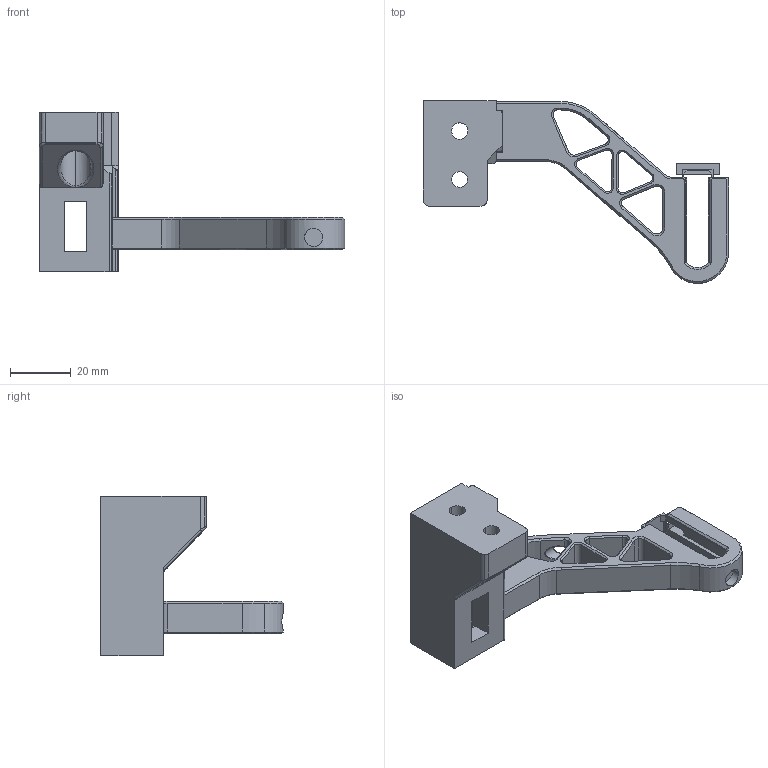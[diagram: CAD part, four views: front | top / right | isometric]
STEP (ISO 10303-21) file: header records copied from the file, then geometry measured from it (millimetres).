
FILE_DESCRIPTION(('STEP AP214'),'1');
FILE_NAME('VoronGantryMountRev_4.stp','2022-06-27T21:58:25',(' '),(' '),'Spatial InterOp 3D',' ',' ');
FILE_SCHEMA(('automotive_design'));
Length unit declared in the file: inch
Products named in the file (5): 1; 2; 3; 4; 5
Bounding box: 100.59 x 60.12 x 52.44 mm (x, y, z)
Volume: 36417.2 mm3; surface area: 18759.4 mm2
Topology: 5 solids, 5 shells, 629 faces, 1633 edges, 1009 vertices
Faces by surface type: cylinder 251, plane 220, cone 122, bspline 19, sphere 11, torus 6
Entity records: 30880 total; most frequent: CARTESIAN_POINT 10888, ORIENTED_EDGE 3248, DIRECTION 3054, EDGE_CURVE 1624, AXIS2_PLACEMENT_3D 1097, VERTEX_POINT 1007, LINE 860, VECTOR 860
